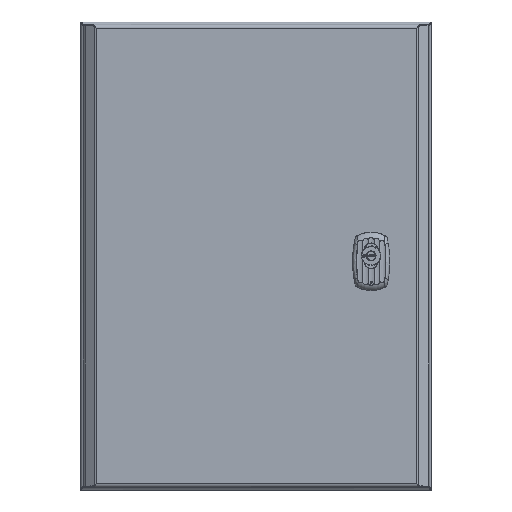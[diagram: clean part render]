
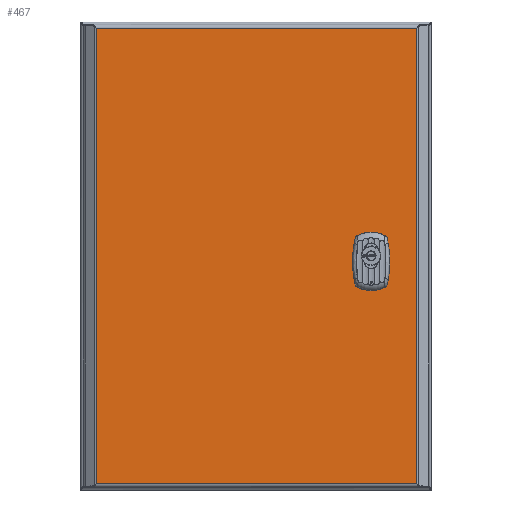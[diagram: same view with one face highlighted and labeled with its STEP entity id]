
A CAD part, top view. The second image highlights one B-rep face of the part: STEP entity #467.
In plain terms, the highlighted planar face has unit normal (0, 0, 1).
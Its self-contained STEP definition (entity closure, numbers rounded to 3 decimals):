
#467=ADVANCED_FACE('',(#1653,#1654),#1655,.F.);
#1653=FACE_OUTER_BOUND('',#5302,.T.);
#1654=FACE_BOUND('',#5303,.T.);
#1655=PLANE('',#5304);
#5302=EDGE_LOOP('',(#11636,#11637,#11638,#11639));
#5303=EDGE_LOOP('',(#11640,#11641,#11642,#11643));
#5304=AXIS2_PLACEMENT_3D('',#11644,#11645,#11646);
#11636=ORIENTED_EDGE('',*,*,#16876,.T.);
#11637=ORIENTED_EDGE('',*,*,#16875,.T.);
#11638=ORIENTED_EDGE('',*,*,#16874,.T.);
#11639=ORIENTED_EDGE('',*,*,#16884,.T.);
#11640=ORIENTED_EDGE('',*,*,#16873,.F.);
#11641=ORIENTED_EDGE('',*,*,#16871,.F.);
#11642=ORIENTED_EDGE('',*,*,#16869,.F.);
#11643=ORIENTED_EDGE('',*,*,#16867,.F.);
#11644=CARTESIAN_POINT('',(150.475,200.0,153.01));
#11645=DIRECTION('',(0.0,0.0,-1.0));
#11646=DIRECTION('',(-1.0,0.0,0.0));
#16867=EDGE_CURVE('',#19334,#19336,#19337,.T.);
#16869=EDGE_CURVE('',#19336,#19339,#19340,.T.);
#16871=EDGE_CURVE('',#19339,#19342,#19343,.T.);
#16873=EDGE_CURVE('',#19342,#19334,#19345,.T.);
#16874=EDGE_CURVE('',#19288,#19331,#19346,.T.);
#16875=EDGE_CURVE('',#19299,#19288,#19347,.T.);
#16876=EDGE_CURVE('',#19304,#19299,#19348,.T.);
#16884=EDGE_CURVE('',#19331,#19304,#19358,.T.);
#19288=VERTEX_POINT('',#24687);
#19299=VERTEX_POINT('',#24738);
#19304=VERTEX_POINT('',#24763);
#19331=VERTEX_POINT('',#24853);
#19334=VERTEX_POINT('',#24866);
#19336=VERTEX_POINT('',#24869);
#19337=LINE('',#24870,#24871);
#19339=VERTEX_POINT('',#24874);
#19340=CIRCLE('',#24875,11.5);
#19342=VERTEX_POINT('',#24878);
#19343=LINE('',#24879,#24880);
#19345=CIRCLE('',#24883,11.5);
#19346=LINE('',#24884,#24885);
#19347=LINE('',#24886,#24887);
#19348=LINE('',#24888,#24889);
#19358=LINE('',#24938,#24939);
#24687=CARTESIAN_POINT('',(13.483,394.8,153.01));
#24738=CARTESIAN_POINT('',(287.466,394.8,153.01));
#24763=CARTESIAN_POINT('',(287.466,5.2,153.01));
#24853=CARTESIAN_POINT('',(13.483,5.2,153.01));
#24866=CARTESIAN_POINT('',(238.475,205.679,153.01));
#24869=CARTESIAN_POINT('',(238.475,194.321,153.01));
#24870=CARTESIAN_POINT('',(238.475,205.679,153.01));
#24871=VECTOR('',#33262,11.358);
#24874=CARTESIAN_POINT('',(258.475,194.321,153.01));
#24875=AXIS2_PLACEMENT_3D('',#33264,#33265,#33266);
#24878=CARTESIAN_POINT('',(258.475,205.679,153.01));
#24879=CARTESIAN_POINT('',(258.475,194.321,153.01));
#24880=VECTOR('',#33268,11.358);
#24883=AXIS2_PLACEMENT_3D('',#33270,#33271,#33272);
#24884=CARTESIAN_POINT('',(13.483,394.8,153.01));
#24885=VECTOR('',#33273,389.6);
#24886=CARTESIAN_POINT('',(287.466,394.8,153.01));
#24887=VECTOR('',#33274,273.982);
#24888=CARTESIAN_POINT('',(287.466,5.2,153.01));
#24889=VECTOR('',#33275,389.6);
#24938=CARTESIAN_POINT('',(13.483,5.2,153.01));
#24939=VECTOR('',#33279,273.982);
#33262=DIRECTION('',(0.0,-1.0,0.0));
#33264=CARTESIAN_POINT('',(248.475,200.0,153.01));
#33265=DIRECTION('',(0.0,0.0,1.0));
#33266=DIRECTION('',(-0.87,-0.494,0.0));
#33268=DIRECTION('',(0.0,1.0,0.0));
#33270=CARTESIAN_POINT('',(248.475,200.0,153.01));
#33271=DIRECTION('',(0.0,0.0,1.0));
#33272=DIRECTION('',(0.87,0.494,-0.0));
#33273=DIRECTION('',(0.0,-1.0,0.0));
#33274=DIRECTION('',(-1.0,0.0,0.0));
#33275=DIRECTION('',(0.0,1.0,0.0));
#33279=DIRECTION('',(1.0,0.0,0.0));
